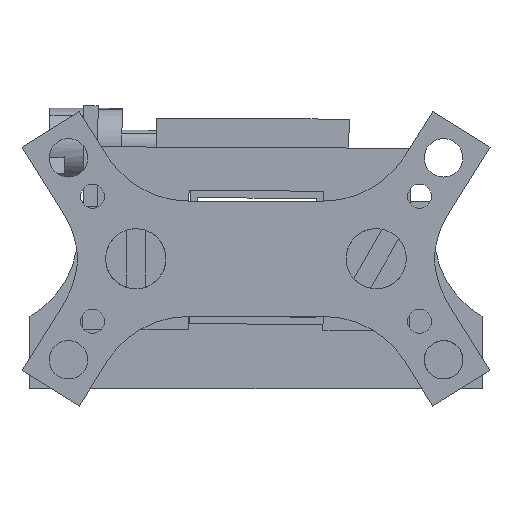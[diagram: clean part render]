
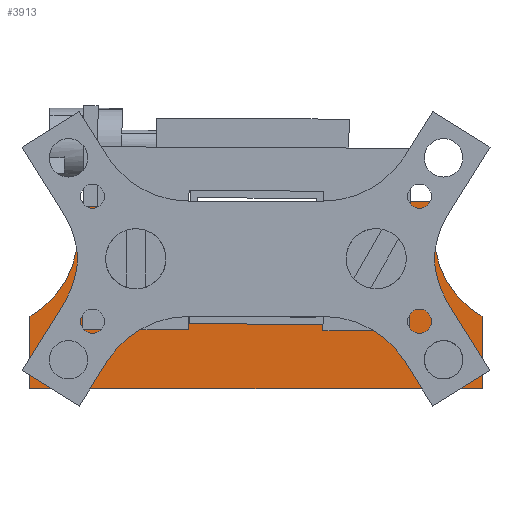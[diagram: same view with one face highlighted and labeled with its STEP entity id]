
A CAD part, front view. The second image highlights one B-rep face of the part: STEP entity #3913.
In plain terms, the highlighted face is planar.
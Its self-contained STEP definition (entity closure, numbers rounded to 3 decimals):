
#82 = CARTESIAN_POINT ( 'NONE',  ( 7.4, 0., 1.2 ) ) ;
#128 = DIRECTION ( 'NONE',  ( 1., 0., 0. ) ) ;
#207 = CARTESIAN_POINT ( 'NONE',  ( 7.4, 1.732, 1.2 ) ) ;
#238 = EDGE_CURVE ( 'NONE', #1593, #3947, #7827, .T. ) ;
#267 = VERTEX_POINT ( 'NONE', #1960 ) ;
#275 = VERTEX_POINT ( 'NONE', #8846 ) ;
#332 = DIRECTION ( 'NONE',  ( 1., 0., 0. ) ) ;
#335 = DIRECTION ( 'NONE',  ( 1., 0., 0. ) ) ;
#349 = LINE ( 'NONE', #8366, #465 ) ;
#385 = DIRECTION ( 'NONE',  ( 1., 0., 0. ) ) ;
#389 = ORIENTED_EDGE ( 'NONE', *, *, #1054, .T. ) ;
#465 = VECTOR ( 'NONE', #654, 1000. ) ;
#481 = ORIENTED_EDGE ( 'NONE', *, *, #5612, .F. ) ;
#552 = DIRECTION ( 'NONE',  ( 0., -1., 0. ) ) ;
#578 = ORIENTED_EDGE ( 'NONE', *, *, #2651, .F. ) ;
#639 = CIRCLE ( 'NONE', #909, 0.5 ) ;
#654 = DIRECTION ( 'NONE',  ( -1., 0., 0. ) ) ;
#685 = VERTEX_POINT ( 'NONE', #7908 ) ;
#718 = CARTESIAN_POINT ( 'NONE',  ( 6.7, 1.2, 1.2 ) ) ;
#719 = ORIENTED_EDGE ( 'NONE', *, *, #238, .T. ) ;
#791 = CARTESIAN_POINT ( 'NONE',  ( 0., 2.4, 1.2 ) ) ;
#795 = LINE ( 'NONE', #5771, #7933 ) ;
#812 = ORIENTED_EDGE ( 'NONE', *, *, #7954, .F. ) ;
#832 = VERTEX_POINT ( 'NONE', #3227 ) ;
#909 = AXIS2_PLACEMENT_3D ( 'NONE', #3708, #5178, #128 ) ;
#962 = VERTEX_POINT ( 'NONE', #7524 ) ;
#1047 = CIRCLE ( 'NONE', #3066, 0.5 ) ;
#1054 = EDGE_CURVE ( 'NONE', #6270, #4826, #1334, .T. ) ;
#1059 = CIRCLE ( 'NONE', #5243, 0.5 ) ;
#1074 = DIRECTION ( 'NONE',  ( 0., 0., 1. ) ) ;
#1334 = CIRCLE ( 'NONE', #7414, 2. ) ;
#1425 = AXIS2_PLACEMENT_3D ( 'NONE', #2780, #4182, #4889 ) ;
#1446 = DIRECTION ( 'NONE',  ( 1., 0., 0. ) ) ;
#1541 = VECTOR ( 'NONE', #4432, 1000. ) ;
#1559 = DIRECTION ( 'NONE',  ( 0., 0., 1. ) ) ;
#1593 = VERTEX_POINT ( 'NONE', #791 ) ;
#1658 = DIRECTION ( 'NONE',  ( 1., 0., 0. ) ) ;
#1775 = CARTESIAN_POINT ( 'NONE',  ( 0., 1.732, 1.2 ) ) ;
#1802 = VECTOR ( 'NONE', #552, 1000. ) ;
#1821 = ORIENTED_EDGE ( 'NONE', *, *, #3189, .F. ) ;
#1863 = EDGE_LOOP ( 'NONE', ( #812, #481 ) ) ;
#1906 = CARTESIAN_POINT ( 'NONE',  ( 8., -0.9, 1.2 ) ) ;
#1960 = CARTESIAN_POINT ( 'NONE',  ( -1., 0., 1.2 ) ) ;
#1994 = EDGE_CURVE ( 'NONE', #685, #5007, #4939, .T. ) ;
#2029 = DIRECTION ( 'NONE',  ( 1., 0., 0. ) ) ;
#2217 = AXIS2_PLACEMENT_3D ( 'NONE', #8803, #6716, #335 ) ;
#2319 = CARTESIAN_POINT ( 'NONE',  ( 1.2, 1.2, 1.2 ) ) ;
#2325 = FACE_BOUND ( 'NONE', #3595, .T. ) ;
#2430 = AXIS2_PLACEMENT_3D ( 'NONE', #2319, #4389, #2957 ) ;
#2460 = CIRCLE ( 'NONE', #8858, 0.4 ) ;
#2566 = EDGE_CURVE ( 'NONE', #3874, #6111, #1047, .T. ) ;
#2651 = EDGE_CURVE ( 'NONE', #5281, #275, #2700, .T. ) ;
#2700 = CIRCLE ( 'NONE', #1425, 0.4 ) ;
#2742 = DIRECTION ( 'NONE',  ( 1., 0., 0. ) ) ;
#2750 = LINE ( 'NONE', #3972, #1541 ) ;
#2780 = CARTESIAN_POINT ( 'NONE',  ( 7.6, -0.9, 1.2 ) ) ;
#2860 = DIRECTION ( 'NONE',  ( 0., 0., 1. ) ) ;
#2871 = VECTOR ( 'NONE', #4478, 1000. ) ;
#2888 = CARTESIAN_POINT ( 'NONE',  ( 5.7, 1.2, 1.2 ) ) ;
#2915 = ORIENTED_EDGE ( 'NONE', *, *, #1994, .F. ) ;
#2953 = LINE ( 'NONE', #82, #8551 ) ;
#2957 = DIRECTION ( 'NONE',  ( 1., 0., 0. ) ) ;
#3066 = AXIS2_PLACEMENT_3D ( 'NONE', #5475, #8975, #6186 ) ;
#3097 = CIRCLE ( 'NONE', #2430, 0.5 ) ;
#3118 = CIRCLE ( 'NONE', #5785, 2. ) ;
#3189 = EDGE_CURVE ( 'NONE', #275, #5281, #8515, .T. ) ;
#3227 = CARTESIAN_POINT ( 'NONE',  ( 1.7, 1.2, 1.2 ) ) ;
#3469 = CARTESIAN_POINT ( 'NONE',  ( 9.4, 1.732, 1.2 ) ) ;
#3532 = EDGE_CURVE ( 'NONE', #3947, #267, #3118, .T. ) ;
#3595 = EDGE_LOOP ( 'NONE', ( #8197, #2915 ) ) ;
#3708 = CARTESIAN_POINT ( 'NONE',  ( 1.2, 1.2, 1.2 ) ) ;
#3874 = VERTEX_POINT ( 'NONE', #718 ) ;
#3901 = CARTESIAN_POINT ( 'NONE',  ( -2., 1.732, 1.2 ) ) ;
#3909 = PLANE ( 'NONE',  #2217 ) ;
#3913 = ADVANCED_FACE ( 'NONE', ( #2325, #6200, #8696, #6421, #7390 ), #3909, .T. ) ;
#3947 = VERTEX_POINT ( 'NONE', #1775 ) ;
#3972 = CARTESIAN_POINT ( 'NONE',  ( -1., 0., 1.2 ) ) ;
#4182 = DIRECTION ( 'NONE',  ( 0., 0., 1. ) ) ;
#4362 = DIRECTION ( 'NONE',  ( 1., 0., 0. ) ) ;
#4389 = DIRECTION ( 'NONE',  ( 0., 0., 1. ) ) ;
#4432 = DIRECTION ( 'NONE',  ( 0., -1., 0. ) ) ;
#4478 = DIRECTION ( 'NONE',  ( 0., -1., 0. ) ) ;
#4535 = CARTESIAN_POINT ( 'NONE',  ( 6.2, 1.2, 1.2 ) ) ;
#4545 = CARTESIAN_POINT ( 'NONE',  ( 0.7, 1.2, 1.2 ) ) ;
#4626 = DIRECTION ( 'NONE',  ( 0., 0., -1. ) ) ;
#4666 = ORIENTED_EDGE ( 'NONE', *, *, #8710, .T. ) ;
#4769 = CARTESIAN_POINT ( 'NONE',  ( 0., 0., 1.2 ) ) ;
#4771 = EDGE_CURVE ( 'NONE', #267, #962, #2750, .T. ) ;
#4826 = VERTEX_POINT ( 'NONE', #207 ) ;
#4889 = DIRECTION ( 'NONE',  ( 1., 0., 0. ) ) ;
#4936 = CARTESIAN_POINT ( 'NONE',  ( 0.2, -0.9, 1.2 ) ) ;
#4939 = CIRCLE ( 'NONE', #8357, 0.4 ) ;
#5007 = VERTEX_POINT ( 'NONE', #4936 ) ;
#5112 = CARTESIAN_POINT ( 'NONE',  ( -0.2, -0.9, 1.2 ) ) ;
#5178 = DIRECTION ( 'NONE',  ( 0., 0., 1. ) ) ;
#5243 = AXIS2_PLACEMENT_3D ( 'NONE', #4535, #1074, #332 ) ;
#5281 = VERTEX_POINT ( 'NONE', #1906 ) ;
#5450 = EDGE_CURVE ( 'NONE', #4826, #7292, #2953, .T. ) ;
#5455 = DIRECTION ( 'NONE',  ( 0., 0., 1. ) ) ;
#5475 = CARTESIAN_POINT ( 'NONE',  ( 6.2, 1.2, 1.2 ) ) ;
#5612 = EDGE_CURVE ( 'NONE', #7448, #832, #639, .T. ) ;
#5655 = CARTESIAN_POINT ( 'NONE',  ( 7.4, 2.4, 1.2 ) ) ;
#5771 = CARTESIAN_POINT ( 'NONE',  ( 0., -1.5, 1.2 ) ) ;
#5785 = AXIS2_PLACEMENT_3D ( 'NONE', #3901, #4626, #385 ) ;
#5789 = CARTESIAN_POINT ( 'NONE',  ( 8.4, 0., 1.2 ) ) ;
#5797 = ORIENTED_EDGE ( 'NONE', *, *, #5450, .T. ) ;
#5798 = EDGE_LOOP ( 'NONE', ( #578, #1821 ) ) ;
#6111 = VERTEX_POINT ( 'NONE', #2888 ) ;
#6186 = DIRECTION ( 'NONE',  ( 1., 0., 0. ) ) ;
#6200 = FACE_BOUND ( 'NONE', #5798, .T. ) ;
#6250 = CARTESIAN_POINT ( 'NONE',  ( -0.2, -0.9, 1.2 ) ) ;
#6270 = VERTEX_POINT ( 'NONE', #5789 ) ;
#6345 = EDGE_CURVE ( 'NONE', #6111, #3874, #1059, .T. ) ;
#6405 = DIRECTION ( 'NONE',  ( 0., 1., 0. ) ) ;
#6421 = FACE_BOUND ( 'NONE', #1863, .T. ) ;
#6541 = CARTESIAN_POINT ( 'NONE',  ( 8.4, 0., 1.2 ) ) ;
#6716 = DIRECTION ( 'NONE',  ( 0., 0., 1. ) ) ;
#6795 = ORIENTED_EDGE ( 'NONE', *, *, #4771, .T. ) ;
#6952 = DIRECTION ( 'NONE',  ( 0., 0., -1. ) ) ;
#6994 = ORIENTED_EDGE ( 'NONE', *, *, #7970, .F. ) ;
#7292 = VERTEX_POINT ( 'NONE', #5655 ) ;
#7353 = EDGE_CURVE ( 'NONE', #5007, #685, #2460, .T. ) ;
#7389 = EDGE_CURVE ( 'NONE', #962, #8411, #795, .T. ) ;
#7390 = FACE_OUTER_BOUND ( 'NONE', #7525, .T. ) ;
#7414 = AXIS2_PLACEMENT_3D ( 'NONE', #3469, #6952, #2742 ) ;
#7448 = VERTEX_POINT ( 'NONE', #4545 ) ;
#7524 = CARTESIAN_POINT ( 'NONE',  ( -1., -1.5, 1.2 ) ) ;
#7525 = EDGE_LOOP ( 'NONE', ( #719, #8437, #6795, #8778, #6994, #389, #5797, #4666 ) ) ;
#7596 = LINE ( 'NONE', #6541, #2871 ) ;
#7796 = CARTESIAN_POINT ( 'NONE',  ( 7.6, -0.9, 1.2 ) ) ;
#7827 = LINE ( 'NONE', #4769, #1802 ) ;
#7865 = EDGE_LOOP ( 'NONE', ( #8082, #8967 ) ) ;
#7908 = CARTESIAN_POINT ( 'NONE',  ( -0.6, -0.9, 1.2 ) ) ;
#7933 = VECTOR ( 'NONE', #4362, 1000. ) ;
#7954 = EDGE_CURVE ( 'NONE', #832, #7448, #3097, .T. ) ;
#7970 = EDGE_CURVE ( 'NONE', #6270, #8411, #7596, .T. ) ;
#8082 = ORIENTED_EDGE ( 'NONE', *, *, #2566, .F. ) ;
#8157 = CARTESIAN_POINT ( 'NONE',  ( 8.4, -1.5, 1.2 ) ) ;
#8197 = ORIENTED_EDGE ( 'NONE', *, *, #7353, .F. ) ;
#8357 = AXIS2_PLACEMENT_3D ( 'NONE', #6250, #5455, #2029 ) ;
#8366 = CARTESIAN_POINT ( 'NONE',  ( 0., 2.4, 1.2 ) ) ;
#8411 = VERTEX_POINT ( 'NONE', #8157 ) ;
#8437 = ORIENTED_EDGE ( 'NONE', *, *, #3532, .T. ) ;
#8482 = AXIS2_PLACEMENT_3D ( 'NONE', #7796, #2860, #1446 ) ;
#8515 = CIRCLE ( 'NONE', #8482, 0.4 ) ;
#8551 = VECTOR ( 'NONE', #6405, 1000. ) ;
#8696 = FACE_BOUND ( 'NONE', #7865, .T. ) ;
#8710 = EDGE_CURVE ( 'NONE', #7292, #1593, #349, .T. ) ;
#8778 = ORIENTED_EDGE ( 'NONE', *, *, #7389, .T. ) ;
#8803 = CARTESIAN_POINT ( 'NONE',  ( 0., 0., 1.2 ) ) ;
#8846 = CARTESIAN_POINT ( 'NONE',  ( 7.2, -0.9, 1.2 ) ) ;
#8858 = AXIS2_PLACEMENT_3D ( 'NONE', #5112, #1559, #1658 ) ;
#8967 = ORIENTED_EDGE ( 'NONE', *, *, #6345, .F. ) ;
#8975 = DIRECTION ( 'NONE',  ( 0., 0., 1. ) ) ;
